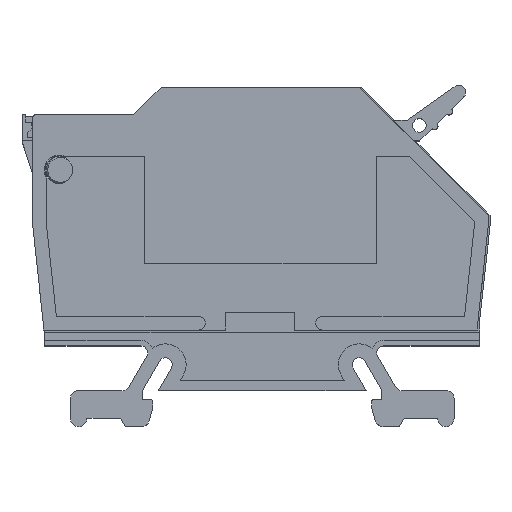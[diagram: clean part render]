
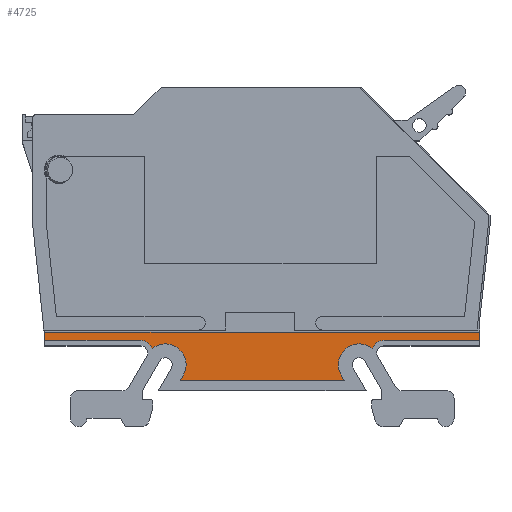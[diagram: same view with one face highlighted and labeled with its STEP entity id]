
A CAD part, top view. The second image highlights one B-rep face of the part: STEP entity #4725.
In plain terms, the highlighted planar face has unit normal (0, 0, 1).
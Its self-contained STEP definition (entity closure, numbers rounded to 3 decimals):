
#153 = VERTEX_POINT ( 'NONE', #11503 ) ;
#1253 = DIRECTION ( 'NONE',  ( 1., 0., 0. ) ) ;
#1266 = ORIENTED_EDGE ( 'NONE', *, *, #4155, .T. ) ;
#1425 = DIRECTION ( 'NONE',  ( -1., 0., 0. ) ) ;
#1433 = ORIENTED_EDGE ( 'NONE', *, *, #12662, .T. ) ;
#1930 = CARTESIAN_POINT ( 'NONE',  ( -14.036, 3.791, 5.5 ) ) ;
#1989 = VERTEX_POINT ( 'NONE', #2377 ) ;
#2156 = VERTEX_POINT ( 'NONE', #8518 ) ;
#2264 = CIRCLE ( 'NONE', #15737, 1.805 ) ;
#2377 = CARTESIAN_POINT ( 'NONE',  ( 17.668, 7.305, 5.5 ) ) ;
#2416 = VERTEX_POINT ( 'NONE', #15142 ) ;
#2709 = DIRECTION ( 'NONE',  ( 0., -1., 0. ) ) ;
#2775 = ORIENTED_EDGE ( 'NONE', *, *, #13082, .T. ) ;
#2778 = DIRECTION ( 'NONE',  ( 0.5, -0.866, 0. ) ) ;
#3249 = VECTOR ( 'NONE', #12731, 1000. ) ;
#3474 = CARTESIAN_POINT ( 'NONE',  ( 15.966, 6.101, 5.5 ) ) ;
#3532 = DIRECTION ( 'NONE',  ( 1., 0., 0. ) ) ;
#3772 = VECTOR ( 'NONE', #1425, 1000. ) ;
#3773 = VERTEX_POINT ( 'NONE', #3474 ) ;
#3892 = EDGE_CURVE ( 'NONE', #20176, #3773, #17376, .T. ) ;
#4155 = EDGE_CURVE ( 'NONE', #3773, #1989, #2264, .T. ) ;
#4557 = DIRECTION ( 'NONE',  ( 1., 0., 0. ) ) ;
#4632 = VERTEX_POINT ( 'NONE', #12264 ) ;
#4655 = EDGE_CURVE ( 'NONE', #20588, #20172, #10496, .T. ) ;
#4715 = AXIS2_PLACEMENT_3D ( 'NONE', #5640, #16913, #7263 ) ;
#4725 = ADVANCED_FACE ( 'NONE', ( #16513 ), #14040, .T. ) ;
#5541 = LINE ( 'NONE', #10628, #9781 ) ;
#5640 = CARTESIAN_POINT ( 'NONE',  ( 14.036, 3.791, 5.5 ) ) ;
#5751 = CIRCLE ( 'NONE', #15802, 3.01 ) ;
#5754 = EDGE_CURVE ( 'NONE', #14578, #1989, #20615, .T. ) ;
#5874 = CARTESIAN_POINT ( 'NONE',  ( -11.886, 1.495, 5.5 ) ) ;
#5925 = CARTESIAN_POINT ( 'NONE',  ( 11.886, 1.495, 5.5 ) ) ;
#6108 = VECTOR ( 'NONE', #4557, 1000. ) ;
#6288 = AXIS2_PLACEMENT_3D ( 'NONE', #20501, #10889, #1253 ) ;
#6684 = DIRECTION ( 'NONE',  ( 0., 0., -1. ) ) ;
#6779 = CARTESIAN_POINT ( 'NONE',  ( 11.429, 2.286, 5.5 ) ) ;
#7263 = DIRECTION ( 'NONE',  ( 1., 0., 0. ) ) ;
#7384 = AXIS2_PLACEMENT_3D ( 'NONE', #1930, #13140, #3532 ) ;
#7409 = EDGE_CURVE ( 'NONE', #4632, #11022, #13961, .T. ) ;
#7487 = DIRECTION ( 'NONE',  ( -0.5, -0.866, 0. ) ) ;
#7555 = DIRECTION ( 'NONE',  ( 0., 0., -1. ) ) ;
#7763 = ORIENTED_EDGE ( 'NONE', *, *, #9894, .T. ) ;
#8321 = ORIENTED_EDGE ( 'NONE', *, *, #4655, .T. ) ;
#8499 = EDGE_LOOP ( 'NONE', ( #12231, #12650, #19025, #16067, #2775, #8321, #13970, #7763, #15180, #1433, #15842, #17075, #1266 ) ) ;
#8518 = CARTESIAN_POINT ( 'NONE',  ( 11.886, 1.495, 5.5 ) ) ;
#9427 = CARTESIAN_POINT ( 'NONE',  ( 17.668, 5.5, 5.5 ) ) ;
#9501 = CIRCLE ( 'NONE', #7384, 3.01 ) ;
#9638 = VECTOR ( 'NONE', #7487, 1000. ) ;
#9781 = VECTOR ( 'NONE', #2709, 1000. ) ;
#9894 = EDGE_CURVE ( 'NONE', #12741, #4632, #9501, .T. ) ;
#10496 = CIRCLE ( 'NONE', #12046, 1.805 ) ;
#10581 = CARTESIAN_POINT ( 'NONE',  ( 31.5, 7.305, 5.5 ) ) ;
#10628 = CARTESIAN_POINT ( 'NONE',  ( -31.5, 3.791, 5.5 ) ) ;
#10727 = LINE ( 'NONE', #5925, #13981 ) ;
#10881 = LINE ( 'NONE', #14157, #6108 ) ;
#10889 = DIRECTION ( 'NONE',  ( 0., 0., 1. ) ) ;
#11022 = VERTEX_POINT ( 'NONE', #15414 ) ;
#11055 = CARTESIAN_POINT ( 'NONE',  ( 31.5, 3.791, 5.5 ) ) ;
#11093 = DIRECTION ( 'NONE',  ( 1., 0., 0. ) ) ;
#11503 = CARTESIAN_POINT ( 'NONE',  ( 31.5, 8.5, 5.5 ) ) ;
#12046 = AXIS2_PLACEMENT_3D ( 'NONE', #17192, #7555, #18815 ) ;
#12100 = CARTESIAN_POINT ( 'NONE',  ( -17.668, 7.305, 5.5 ) ) ;
#12231 = ORIENTED_EDGE ( 'NONE', *, *, #5754, .F. ) ;
#12264 = CARTESIAN_POINT ( 'NONE',  ( -11.429, 2.286, 5.5 ) ) ;
#12304 = LINE ( 'NONE', #11055, #3249 ) ;
#12650 = ORIENTED_EDGE ( 'NONE', *, *, #15322, .T. ) ;
#12662 = EDGE_CURVE ( 'NONE', #11022, #2156, #10881, .T. ) ;
#12731 = DIRECTION ( 'NONE',  ( 0., 1., 0. ) ) ;
#12741 = VERTEX_POINT ( 'NONE', #12814 ) ;
#12814 = CARTESIAN_POINT ( 'NONE',  ( -11.026, 3.791, 5.5 ) ) ;
#13082 = EDGE_CURVE ( 'NONE', #16254, #20588, #14886, .T. ) ;
#13140 = DIRECTION ( 'NONE',  ( 0., 0., -1. ) ) ;
#13961 = LINE ( 'NONE', #5874, #9638 ) ;
#13970 = ORIENTED_EDGE ( 'NONE', *, *, #15448, .T. ) ;
#13981 = VECTOR ( 'NONE', #2778, 1000. ) ;
#14040 = PLANE ( 'NONE',  #6288 ) ;
#14157 = CARTESIAN_POINT ( 'NONE',  ( -14.036, 1.495, 5.5 ) ) ;
#14578 = VERTEX_POINT ( 'NONE', #10581 ) ;
#14886 = LINE ( 'NONE', #12100, #19198 ) ;
#15142 = CARTESIAN_POINT ( 'NONE',  ( -31.5, 8.5, 5.5 ) ) ;
#15180 = ORIENTED_EDGE ( 'NONE', *, *, #7409, .T. ) ;
#15285 = EDGE_CURVE ( 'NONE', #153, #2416, #20567, .T. ) ;
#15322 = EDGE_CURVE ( 'NONE', #14578, #153, #12304, .T. ) ;
#15414 = CARTESIAN_POINT ( 'NONE',  ( -11.886, 1.495, 5.5 ) ) ;
#15448 = EDGE_CURVE ( 'NONE', #20172, #12741, #5751, .T. ) ;
#15737 = AXIS2_PLACEMENT_3D ( 'NONE', #9427, #20701, #11093 ) ;
#15802 = AXIS2_PLACEMENT_3D ( 'NONE', #16298, #6684, #17912 ) ;
#15842 = ORIENTED_EDGE ( 'NONE', *, *, #17315, .F. ) ;
#16067 = ORIENTED_EDGE ( 'NONE', *, *, #19483, .T. ) ;
#16254 = VERTEX_POINT ( 'NONE', #19814 ) ;
#16298 = CARTESIAN_POINT ( 'NONE',  ( -14.036, 3.791, 5.5 ) ) ;
#16462 = CARTESIAN_POINT ( 'NONE',  ( -15.966, 6.101, 5.5 ) ) ;
#16513 = FACE_OUTER_BOUND ( 'NONE', #8499, .T. ) ;
#16913 = DIRECTION ( 'NONE',  ( 0., 0., -1. ) ) ;
#17075 = ORIENTED_EDGE ( 'NONE', *, *, #3892, .T. ) ;
#17192 = CARTESIAN_POINT ( 'NONE',  ( -17.668, 5.5, 5.5 ) ) ;
#17315 = EDGE_CURVE ( 'NONE', #20176, #2156, #10727, .T. ) ;
#17376 = CIRCLE ( 'NONE', #4715, 3.01 ) ;
#17516 = CARTESIAN_POINT ( 'NONE',  ( -17.668, 7.305, 5.5 ) ) ;
#17837 = CARTESIAN_POINT ( 'NONE',  ( 17.668, 7.305, 5.5 ) ) ;
#17912 = DIRECTION ( 'NONE',  ( 1., 0., 0. ) ) ;
#18815 = DIRECTION ( 'NONE',  ( 1., 0., 0. ) ) ;
#19025 = ORIENTED_EDGE ( 'NONE', *, *, #15285, .T. ) ;
#19106 = CARTESIAN_POINT ( 'NONE',  ( -31.5, 8.5, 5.5 ) ) ;
#19198 = VECTOR ( 'NONE', #20104, 1000. ) ;
#19478 = DIRECTION ( 'NONE',  ( -1., 0., 0. ) ) ;
#19483 = EDGE_CURVE ( 'NONE', #2416, #16254, #5541, .T. ) ;
#19814 = CARTESIAN_POINT ( 'NONE',  ( -31.5, 7.305, 5.5 ) ) ;
#20103 = VECTOR ( 'NONE', #19478, 1000. ) ;
#20104 = DIRECTION ( 'NONE',  ( 1., 0., 0. ) ) ;
#20172 = VERTEX_POINT ( 'NONE', #16462 ) ;
#20176 = VERTEX_POINT ( 'NONE', #6779 ) ;
#20501 = CARTESIAN_POINT ( 'NONE',  ( -14.036, 3.791, 5.5 ) ) ;
#20567 = LINE ( 'NONE', #19106, #3772 ) ;
#20588 = VERTEX_POINT ( 'NONE', #17516 ) ;
#20615 = LINE ( 'NONE', #17837, #20103 ) ;
#20701 = DIRECTION ( 'NONE',  ( 0., 0., -1. ) ) ;
